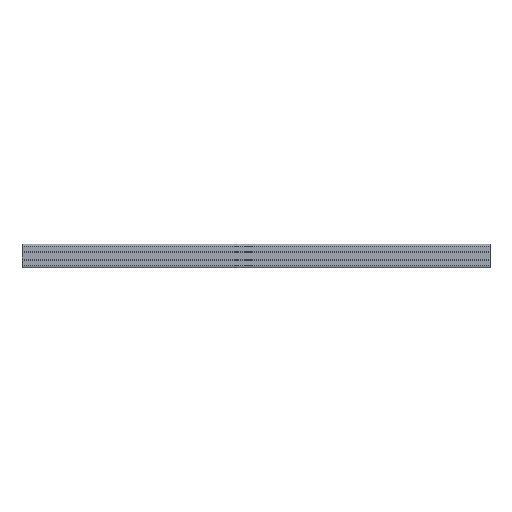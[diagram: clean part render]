
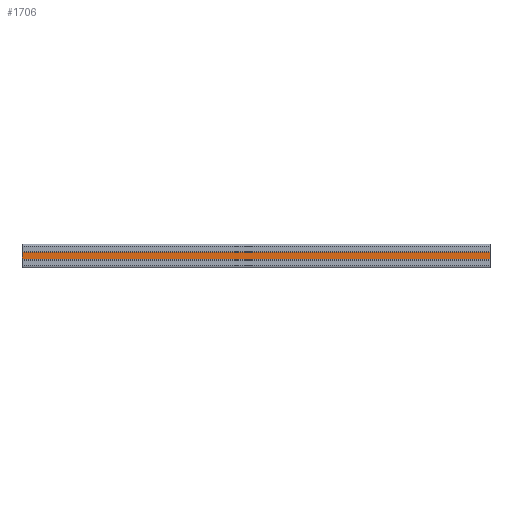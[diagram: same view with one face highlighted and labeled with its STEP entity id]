
A CAD part, top view. The second image highlights one B-rep face of the part: STEP entity #1706.
In plain terms, the highlighted planar face has unit normal (0, 0, 1).
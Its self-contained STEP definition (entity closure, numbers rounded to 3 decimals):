
#208=DIRECTION('',(0.,-1.,0.));
#209=VECTOR('',#208,6.879);
#210=CARTESIAN_POINT('',(400.,3.439,4.5));
#211=LINE('',#210,#209);
#397=DIRECTION('',(-1.,0.,0.));
#398=VECTOR('',#397,400.);
#399=CARTESIAN_POINT('',(400.,3.439,4.5));
#400=LINE('',#399,#398);
#401=DIRECTION('',(-1.,0.,0.));
#402=VECTOR('',#401,400.);
#403=CARTESIAN_POINT('',(400.,-3.439,4.5));
#404=LINE('',#403,#402);
#650=DIRECTION('',(0.,1.,0.));
#651=VECTOR('',#650,6.879);
#652=CARTESIAN_POINT('',(0.,-3.439,4.5));
#653=LINE('',#652,#651);
#1237=CARTESIAN_POINT('',(400.,-3.439,4.5));
#1238=VERTEX_POINT('',#1237);
#1239=CARTESIAN_POINT('',(0.,-3.439,4.5));
#1240=VERTEX_POINT('',#1239);
#1241=CARTESIAN_POINT('',(400.,3.439,4.5));
#1242=VERTEX_POINT('',#1241);
#1243=CARTESIAN_POINT('',(0.,3.439,4.5));
#1244=VERTEX_POINT('',#1243);
#1693=CARTESIAN_POINT('',(0.,-3.439,4.5));
#1694=DIRECTION('',(0.,0.,1.));
#1695=DIRECTION('',(0.,-1.,0.));
#1696=AXIS2_PLACEMENT_3D('',#1693,#1694,#1695);
#1697=PLANE('',#1696);
#1698=ORIENTED_EDGE('',*,*,#1416,.T.);
#1700=ORIENTED_EDGE('',*,*,#1699,.T.);
#1702=ORIENTED_EDGE('',*,*,#1701,.T.);
#1703=ORIENTED_EDGE('',*,*,#1685,.F.);
#1704=EDGE_LOOP('',(#1698,#1700,#1702,#1703));
#1705=FACE_OUTER_BOUND('',#1704,.F.);
#1706=ADVANCED_FACE('',(#1705),#1697,.T.);
#1416=EDGE_CURVE('',#1242,#1238,#211,.T.);
#1685=EDGE_CURVE('',#1242,#1244,#400,.T.);
#1699=EDGE_CURVE('',#1238,#1240,#404,.T.);
#1701=EDGE_CURVE('',#1240,#1244,#653,.T.);
